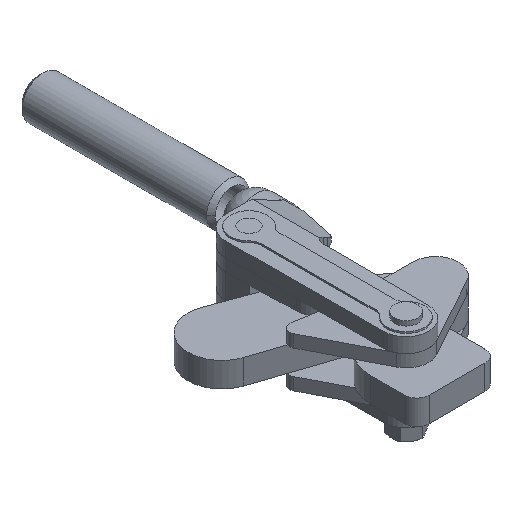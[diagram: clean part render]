
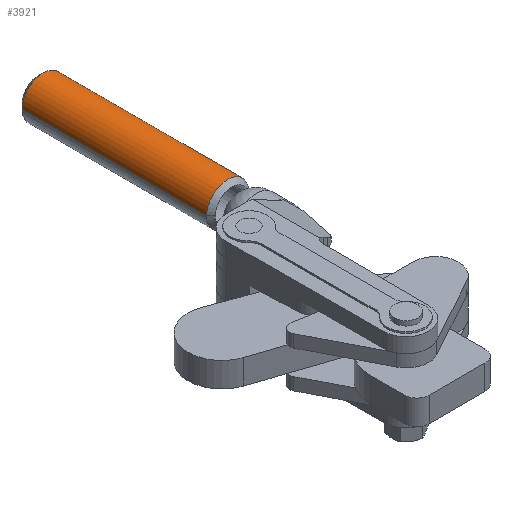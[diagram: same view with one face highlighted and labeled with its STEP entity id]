
A CAD part, isometric view. The second image highlights one B-rep face of the part: STEP entity #3921.
In plain terms, the highlighted cylindrical face has radius 13.6 mm (diameter 27.2 mm), a partial arc.
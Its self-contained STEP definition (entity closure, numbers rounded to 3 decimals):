
#99 = DIRECTION ( 'NONE',  ( -1., 0., 0. ) ) ;
#135 = CARTESIAN_POINT ( 'NONE',  ( 13.6, 2.8, 0. ) ) ;
#479 = EDGE_CURVE ( 'NONE', #2087, #558, #4436, .T. ) ;
#558 = VERTEX_POINT ( 'NONE', #2241 ) ;
#754 = DIRECTION ( 'NONE',  ( 0., 1., 0. ) ) ;
#785 = AXIS2_PLACEMENT_3D ( 'NONE', #3495, #754, #3978 ) ;
#1440 = CARTESIAN_POINT ( 'NONE',  ( 13.6, 125., 0. ) ) ;
#1458 = CARTESIAN_POINT ( 'NONE',  ( -13.6, 122.2, 0. ) ) ;
#1536 = DIRECTION ( 'NONE',  ( 0., 1., 0. ) ) ;
#1649 = LINE ( 'NONE', #1803, #3965 ) ;
#1764 = DIRECTION ( 'NONE',  ( -1., 0., 0. ) ) ;
#1803 = CARTESIAN_POINT ( 'NONE',  ( -13.6, 125., 0. ) ) ;
#1884 = FACE_OUTER_BOUND ( 'NONE', #2127, .T. ) ;
#2087 = VERTEX_POINT ( 'NONE', #1458 ) ;
#2127 = EDGE_LOOP ( 'NONE', ( #4769, #5953, #4897, #5263 ) ) ;
#2241 = CARTESIAN_POINT ( 'NONE',  ( 13.6, 122.2, 0. ) ) ;
#2809 = DIRECTION ( 'NONE',  ( 0., 1., 0. ) ) ;
#2838 = AXIS2_PLACEMENT_3D ( 'NONE', #5527, #1536, #1764 ) ;
#2848 = AXIS2_PLACEMENT_3D ( 'NONE', #5013, #4391, #99 ) ;
#2961 = EDGE_CURVE ( 'NONE', #3496, #2087, #1649, .T. ) ;
#3495 = CARTESIAN_POINT ( 'NONE',  ( 0., 2.8, 0. ) ) ;
#3496 = VERTEX_POINT ( 'NONE', #4551 ) ;
#3520 = CIRCLE ( 'NONE', #785, 13.6 ) ;
#3759 = DIRECTION ( 'NONE',  ( 0., 1., 0. ) ) ;
#3921 = ADVANCED_FACE ( 'NONE', ( #1884 ), #5286, .T. ) ;
#3965 = VECTOR ( 'NONE', #3759, 1000. ) ;
#3978 = DIRECTION ( 'NONE',  ( -1., 0., 0. ) ) ;
#4387 = VECTOR ( 'NONE', #2809, 1000. ) ;
#4391 = DIRECTION ( 'NONE',  ( 0., 1., 0. ) ) ;
#4436 = CIRCLE ( 'NONE', #2848, 13.6 ) ;
#4541 = LINE ( 'NONE', #1440, #4387 ) ;
#4551 = CARTESIAN_POINT ( 'NONE',  ( -13.6, 2.8, 0. ) ) ;
#4769 = ORIENTED_EDGE ( 'NONE', *, *, #5044, .T. ) ;
#4897 = ORIENTED_EDGE ( 'NONE', *, *, #479, .F. ) ;
#5013 = CARTESIAN_POINT ( 'NONE',  ( 0., 122.2, 0. ) ) ;
#5044 = EDGE_CURVE ( 'NONE', #3496, #5972, #3520, .T. ) ;
#5263 = ORIENTED_EDGE ( 'NONE', *, *, #2961, .F. ) ;
#5286 = CYLINDRICAL_SURFACE ( 'NONE', #2838, 13.6 ) ;
#5527 = CARTESIAN_POINT ( 'NONE',  ( 0., 125., 0. ) ) ;
#5881 = EDGE_CURVE ( 'NONE', #5972, #558, #4541, .T. ) ;
#5953 = ORIENTED_EDGE ( 'NONE', *, *, #5881, .T. ) ;
#5972 = VERTEX_POINT ( 'NONE', #135 ) ;
